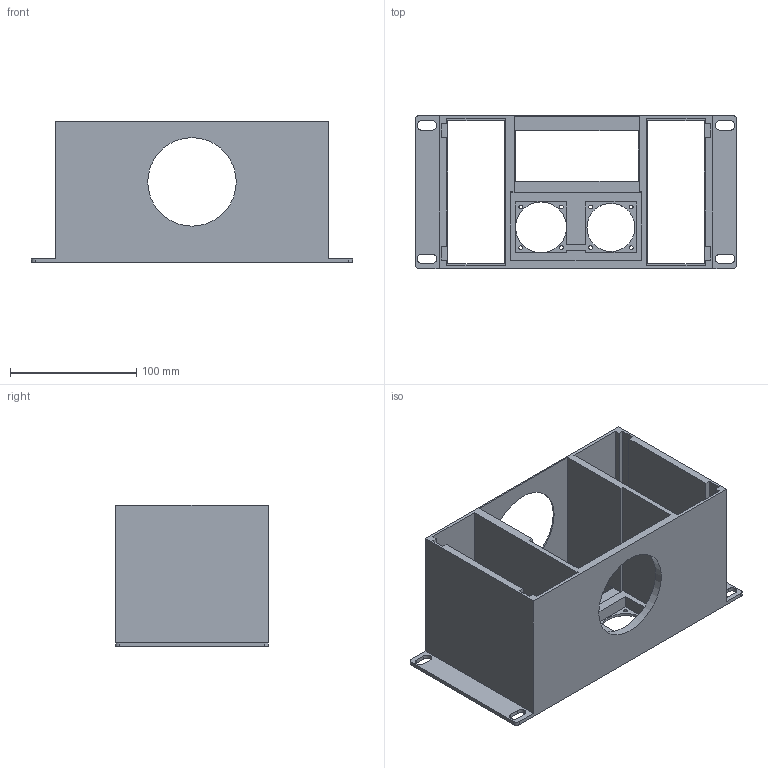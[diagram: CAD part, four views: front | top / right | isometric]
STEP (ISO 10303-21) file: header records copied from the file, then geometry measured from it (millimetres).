
FILE_DESCRIPTION(('FreeCAD Model'),'2;1');
FILE_NAME('Open CASCADE Shape Model','2025-06-10T14:42:39',(''),(''), 'Open CASCADE STEP processor 7.8','FreeCAD','Unknown');
FILE_SCHEMA(('AUTOMOTIVE_DESIGN { 1 0 10303 214 1 1 1 1 }'));
Length unit declared in the file: millimetre
Products named in the file (1): Fillet
Bounding box: 254 x 121 x 112 mm (x, y, z)
Volume: 456406.2 mm3; surface area: 217197.9 mm2
Topology: 1 solids, 1 shells, 107 faces, 301 edges, 199 vertices
Faces by surface type: plane 83, cylinder 24
Full cylindrical faces by diameter (mm): 3 x8, 38 x1, 40.2 x1, 70 x2
Entity records: 7409 total; most frequent: CARTESIAN_POINT 1492, DIRECTION 1028, LINE 687, VECTOR 687, ORIENTED_EDGE 602, PCURVE 602, DEFINITIONAL_REPRESENTATION 602, EDGE_CURVE 301
